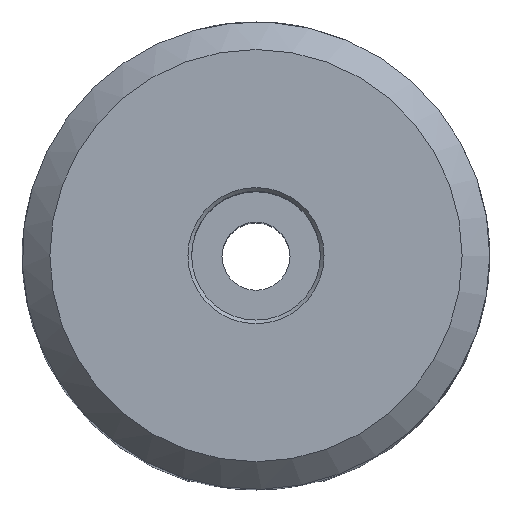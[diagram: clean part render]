
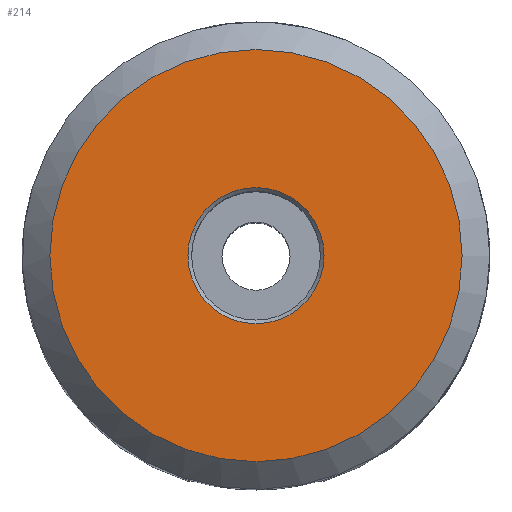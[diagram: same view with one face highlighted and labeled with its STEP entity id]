
A CAD part, top view. The second image highlights one B-rep face of the part: STEP entity #214.
In plain terms, the highlighted planar face has unit normal (0, 0, 1).
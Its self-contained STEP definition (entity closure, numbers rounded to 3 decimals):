
#1 = EDGE_LOOP ( 'NONE', ( #580 ) ) ;
#15 = CIRCLE ( 'NONE', #77, 3.7 ) ;
#38 = DIRECTION ( 'NONE',  ( 1., 0., 0. ) ) ;
#77 = AXIS2_PLACEMENT_3D ( 'NONE', #807, #803, #38 ) ;
#85 = ORIENTED_EDGE ( 'NONE', *, *, #790, .T. ) ;
#120 = VERTEX_POINT ( 'NONE', #727 ) ;
#162 = AXIS2_PLACEMENT_3D ( 'NONE', #471, #1001, #226 ) ;
#214 = ADVANCED_FACE ( 'NONE', ( #730, #402 ), #1067, .T. ) ;
#226 = DIRECTION ( 'NONE',  ( 1., 0., 0. ) ) ;
#227 = CARTESIAN_POINT ( 'NONE',  ( 11.2, 0., 60. ) ) ;
#239 = EDGE_CURVE ( 'NONE', #1087, #1087, #325, .T. ) ;
#298 = CARTESIAN_POINT ( 'NONE',  ( 0., 0., 60. ) ) ;
#325 = CIRCLE ( 'NONE', #162, 11.2 ) ;
#402 = FACE_OUTER_BOUND ( 'NONE', #1, .T. ) ;
#471 = CARTESIAN_POINT ( 'NONE',  ( 0., 0., 60. ) ) ;
#563 = DIRECTION ( 'NONE',  ( 0., 0., 1. ) ) ;
#580 = ORIENTED_EDGE ( 'NONE', *, *, #239, .T. ) ;
#710 = EDGE_LOOP ( 'NONE', ( #85 ) ) ;
#727 = CARTESIAN_POINT ( 'NONE',  ( 3.7, 0., 60. ) ) ;
#730 = FACE_BOUND ( 'NONE', #710, .T. ) ;
#790 = EDGE_CURVE ( 'NONE', #120, #120, #15, .T. ) ;
#803 = DIRECTION ( 'NONE',  ( 0., 0., -1. ) ) ;
#807 = CARTESIAN_POINT ( 'NONE',  ( 0., 0., 60. ) ) ;
#883 = AXIS2_PLACEMENT_3D ( 'NONE', #298, #563, #1073 ) ;
#1001 = DIRECTION ( 'NONE',  ( 0., 0., 1. ) ) ;
#1067 = PLANE ( 'NONE',  #883 ) ;
#1073 = DIRECTION ( 'NONE',  ( 1., 0., 0. ) ) ;
#1087 = VERTEX_POINT ( 'NONE', #227 ) ;
